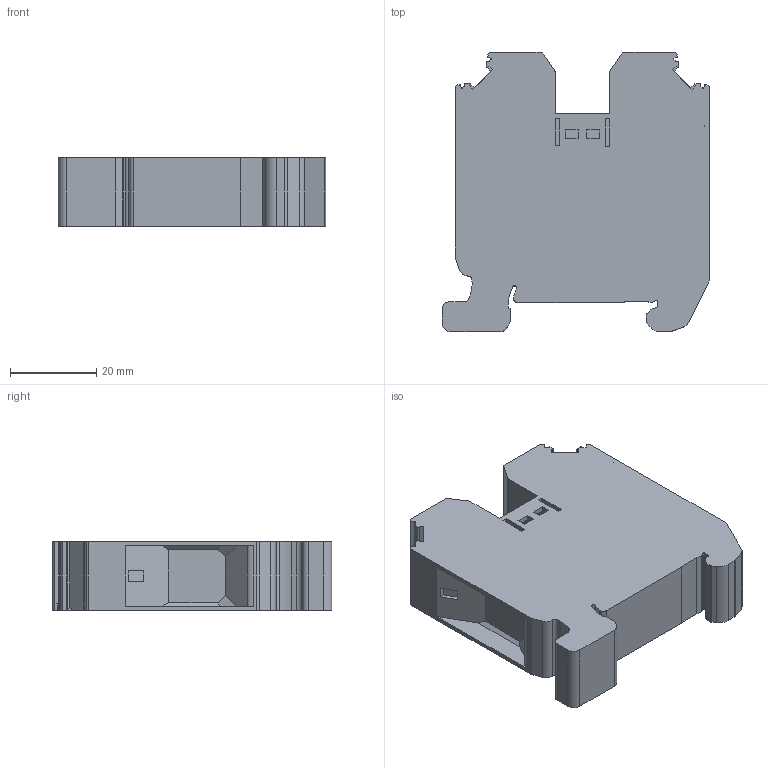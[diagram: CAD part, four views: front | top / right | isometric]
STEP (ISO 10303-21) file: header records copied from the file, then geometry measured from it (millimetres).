
FILE_DESCRIPTION(/* description */ (''),/* implementation_level */ '2;1');
FILE_NAME(/* name */ 'TU35-2-PE.stp',/* time_stamp */ '2022-04-22T14:49:00+08:00',/* author */ (''),/* organization */ (''),/* preprocessor_version */ 'ST-DEVELOPER v16.7',/* originating_system */ 'SIEMENS PLM Software NX 12.0',/* authorisation */ '');
FILE_SCHEMA (('AP203_CONFIGURATION_CONTROLLED_3D_DESIGN_OF_MECHANICAL_PARTS_AND_ASSEMBLIES_MIM_LF { 1 0 10303 403 2 1 2}'));
Length unit declared in the file: millimetre
Products named in the file (1): SP1217T1007-01_stp
Bounding box: 62.2 x 65.05 x 16 mm (x, y, z)
Volume: 47444.3 mm3; surface area: 12623.9 mm2
Topology: 1 solids, 3 shells, 239 faces, 656 edges, 433 vertices
Faces by surface type: plane 175, cylinder 60, torus 4
Entity records: 7638 total; most frequent: CARTESIAN_POINT 1338, ORIENTED_EDGE 1312, DIRECTION 1264, EDGE_CURVE 656, LINE 522, VECTOR 522, VERTEX_POINT 433, AXIS2_PLACEMENT_3D 371
